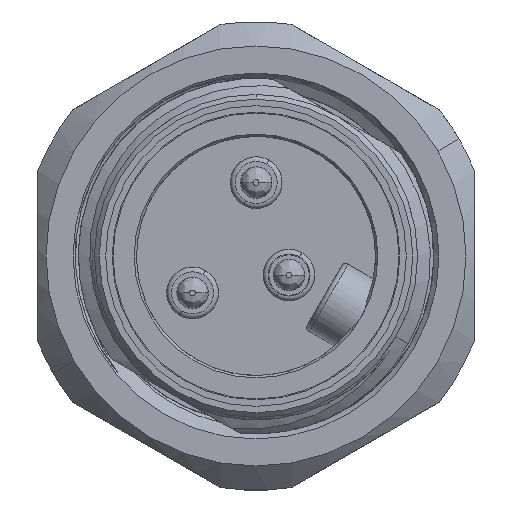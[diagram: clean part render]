
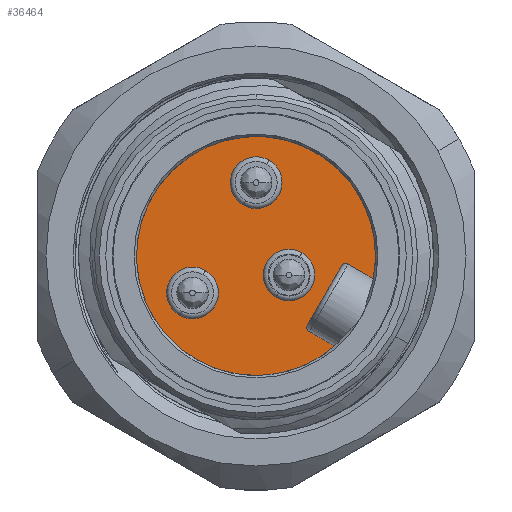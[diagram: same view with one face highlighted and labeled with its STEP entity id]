
A CAD part, left-side view. The second image highlights one B-rep face of the part: STEP entity #36464.
In plain terms, the highlighted planar face has unit normal (-1, 0, 0).
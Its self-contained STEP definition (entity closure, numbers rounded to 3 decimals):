
#16887=DIRECTION('',(0.,-0.5,0.866));
#16888=VECTOR('',#16887,4.2);
#16889=CARTESIAN_POINT('',(-33.4,-3.185,-4.264));
#16890=LINE('',#16889,#16888);
#16896=CARTESIAN_POINT('',(-33.4,-5.545,-0.776));
#16897=DIRECTION('',(1.,0.,0.));
#16898=DIRECTION('',(0.,0.866,0.5));
#16899=AXIS2_PLACEMENT_3D('',#16896,#16897,#16898);
#16905=DIRECTION('',(0.,-0.866,-0.5));
#16906=VECTOR('',#16905,1.81);
#16907=CARTESIAN_POINT('',(-33.4,-5.695,-0.517));
#16908=LINE('',#16907,#16906);
#16909=CARTESIAN_POINT('',(-33.4,0.,0.));
#16910=DIRECTION('',(1.,0.,0.));
#16911=DIRECTION('',(0.,-0.657,-0.754));
#16912=AXIS2_PLACEMENT_3D('',#16909,#16910,#16911);
#16914=CARTESIAN_POINT('',(-33.4,3.927,-2.282));
#16915=DIRECTION('',(-1.,0.,0.));
#16916=DIRECTION('',(0.,-0.5,0.866));
#16917=AXIS2_PLACEMENT_3D('',#16914,#16915,#16916);
#16919=CARTESIAN_POINT('',(-33.4,3.927,-2.282));
#16920=DIRECTION('',(-1.,0.,0.));
#16921=DIRECTION('',(0.,0.5,-0.866));
#16922=AXIS2_PLACEMENT_3D('',#16919,#16920,#16921);
#16924=CARTESIAN_POINT('',(-33.4,-0.013,4.542));
#16925=DIRECTION('',(-1.,0.,0.));
#16926=DIRECTION('',(0.,-0.5,0.866));
#16927=AXIS2_PLACEMENT_3D('',#16924,#16925,#16926);
#16929=CARTESIAN_POINT('',(-33.4,-0.013,4.542));
#16930=DIRECTION('',(-1.,0.,0.));
#16931=DIRECTION('',(0.,0.5,-0.866));
#16932=AXIS2_PLACEMENT_3D('',#16929,#16930,#16931);
#16934=CARTESIAN_POINT('',(-33.4,-2.044,-1.18));
#16935=DIRECTION('',(-1.,0.,0.));
#16936=DIRECTION('',(0.,-0.5,0.866));
#16937=AXIS2_PLACEMENT_3D('',#16934,#16935,#16936);
#16939=CARTESIAN_POINT('',(-33.4,-2.044,-1.18));
#16940=DIRECTION('',(-1.,0.,0.));
#16941=DIRECTION('',(0.,0.5,-0.866));
#16942=AXIS2_PLACEMENT_3D('',#16939,#16940,#16941);
#16944=CARTESIAN_POINT('',(-33.4,-3.445,-4.414));
#16945=DIRECTION('',(1.,0.,0.));
#16946=DIRECTION('',(0.,0.5,-0.866));
#16947=AXIS2_PLACEMENT_3D('',#16944,#16945,#16946);
#16953=DIRECTION('',(0.,0.866,0.5));
#16954=VECTOR('',#16953,1.81);
#16955=CARTESIAN_POINT('',(-33.4,-4.862,-5.578));
#16956=LINE('',#16955,#16954);
#19486=CARTESIAN_POINT('',(-33.4,-4.862,-5.578));
#19487=VERTEX_POINT('',#19486);
#19488=CARTESIAN_POINT('',(-33.4,-7.262,-1.422));
#19489=VERTEX_POINT('',#19488);
#19490=CARTESIAN_POINT('',(-33.4,3.127,-0.896));
#19491=CARTESIAN_POINT('',(-33.4,4.727,-3.668));
#19492=VERTEX_POINT('',#19490);
#19493=VERTEX_POINT('',#19491);
#19494=CARTESIAN_POINT('',(-33.4,-0.813,5.928));
#19495=CARTESIAN_POINT('',(-33.4,0.787,3.156));
#19496=VERTEX_POINT('',#19494);
#19497=VERTEX_POINT('',#19495);
#19498=CARTESIAN_POINT('',(-33.4,-2.844,0.206));
#19499=CARTESIAN_POINT('',(-33.4,-1.244,-2.566));
#19500=VERTEX_POINT('',#19498);
#19501=VERTEX_POINT('',#19499);
#19527=CARTESIAN_POINT('',(-33.4,-5.695,-0.517));
#19529=VERTEX_POINT('',#19527);
#19531=CARTESIAN_POINT('',(-33.4,-5.285,-0.626));
#19533=VERTEX_POINT('',#19531);
#19538=CARTESIAN_POINT('',(-33.4,-3.185,-4.264));
#19539=VERTEX_POINT('',#19538);
#19540=CARTESIAN_POINT('',(-33.4,-3.295,-4.673));
#19541=VERTEX_POINT('',#19540);
#36430=CARTESIAN_POINT('',(-33.4,1.85,-3.204));
#36431=DIRECTION('',(-1.,0.,0.));
#36432=DIRECTION('',(0.,-0.866,-0.5));
#36433=AXIS2_PLACEMENT_3D('',#36430,#36431,#36432);
#36434=PLANE('',#36433);
#36435=ORIENTED_EDGE('',*,*,#36415,.F.);
#36436=ORIENTED_EDGE('',*,*,#36397,.F.);
#36437=ORIENTED_EDGE('',*,*,#36376,.F.);
#36439=ORIENTED_EDGE('',*,*,#36438,.F.);
#36441=ORIENTED_EDGE('',*,*,#36440,.F.);
#36443=ORIENTED_EDGE('',*,*,#36442,.T.);
#36444=EDGE_LOOP('',(#36435,#36436,#36437,#36439,#36441,#36443));
#36445=FACE_OUTER_BOUND('',#36444,.F.);
#36447=ORIENTED_EDGE('',*,*,#36446,.T.);
#36449=ORIENTED_EDGE('',*,*,#36448,.T.);
#36450=EDGE_LOOP('',(#36447,#36449));
#36451=FACE_BOUND('',#36450,.F.);
#36453=ORIENTED_EDGE('',*,*,#36452,.T.);
#36455=ORIENTED_EDGE('',*,*,#36454,.T.);
#36456=EDGE_LOOP('',(#36453,#36455));
#36457=FACE_BOUND('',#36456,.F.);
#36459=ORIENTED_EDGE('',*,*,#36458,.T.);
#36461=ORIENTED_EDGE('',*,*,#36460,.T.);
#36462=EDGE_LOOP('',(#36459,#36461));
#36463=FACE_BOUND('',#36462,.F.);
#16900=CIRCLE('',#16899,0.3);
#16913=CIRCLE('',#16912,7.4);
#16918=CIRCLE('',#16917,1.6);
#16923=CIRCLE('',#16922,1.6);
#16928=CIRCLE('',#16927,1.6);
#16933=CIRCLE('',#16932,1.6);
#16938=CIRCLE('',#16937,1.6);
#16943=CIRCLE('',#16942,1.6);
#16948=CIRCLE('',#16947,0.3);
#36376=EDGE_CURVE('',#19539,#19533,#16890,.T.);
#36397=EDGE_CURVE('',#19533,#19529,#16900,.T.);
#36415=EDGE_CURVE('',#19529,#19489,#16908,.T.);
#36438=EDGE_CURVE('',#19541,#19539,#16948,.T.);
#36440=EDGE_CURVE('',#19487,#19541,#16956,.T.);
#36442=EDGE_CURVE('',#19487,#19489,#16913,.T.);
#36446=EDGE_CURVE('',#19492,#19493,#16918,.T.);
#36448=EDGE_CURVE('',#19493,#19492,#16923,.T.);
#36452=EDGE_CURVE('',#19496,#19497,#16928,.T.);
#36454=EDGE_CURVE('',#19497,#19496,#16933,.T.);
#36458=EDGE_CURVE('',#19500,#19501,#16938,.T.);
#36460=EDGE_CURVE('',#19501,#19500,#16943,.T.);
#36464=ADVANCED_FACE('',(#36445,#36451,#36457,#36463),#36434,.T.);
